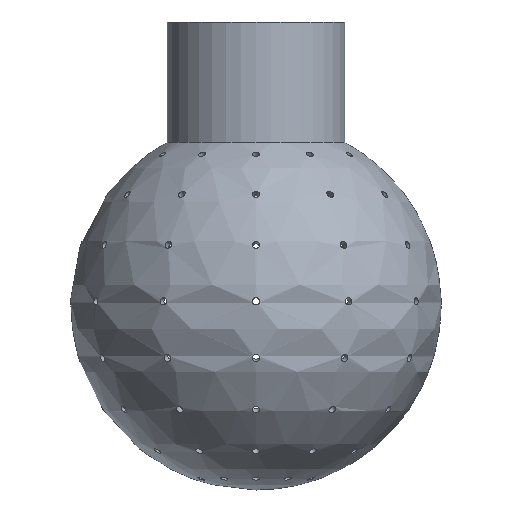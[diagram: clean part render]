
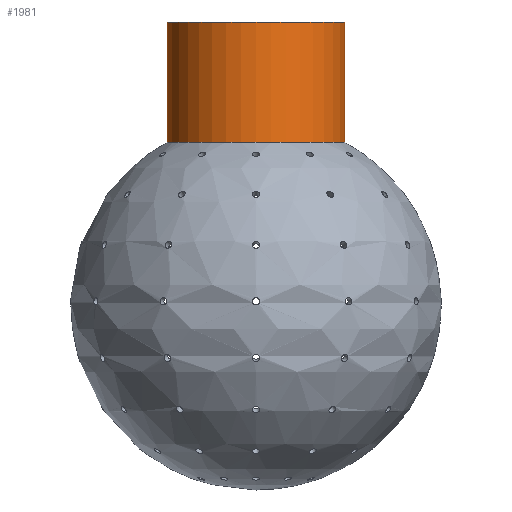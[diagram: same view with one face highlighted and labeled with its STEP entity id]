
A CAD part, front view. The second image highlights one B-rep face of the part: STEP entity #1981.
In plain terms, the highlighted cylindrical face has radius 12 mm (diameter 24 mm), a full revolution.
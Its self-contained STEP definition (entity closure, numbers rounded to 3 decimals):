
#17=FACE_BOUND('',#410,.T.);
#308=FACE_OUTER_BOUND('',#409,.T.);
#409=EDGE_LOOP('',(#1389));
#410=EDGE_LOOP('',(#1390));
#801=CIRCLE('',#2085,12.);
#802=CIRCLE('',#2086,12.);
#997=VERTEX_POINT('',#2979);
#998=VERTEX_POINT('',#2981);
#1193=EDGE_CURVE('',#997,#997,#801,.T.);
#1194=EDGE_CURVE('',#998,#998,#802,.T.);
#1389=ORIENTED_EDGE('',*,*,#1193,.F.);
#1390=ORIENTED_EDGE('',*,*,#1194,.F.);
#1781=CYLINDRICAL_SURFACE('',#2084,12.);
#1981=ADVANCED_FACE('',(#308,#17),#1781,.T.);
#2084=AXIS2_PLACEMENT_3D('',#2978,#2383,#2384);
#2085=AXIS2_PLACEMENT_3D('',#2980,#2385,#2386);
#2086=AXIS2_PLACEMENT_3D('',#2982,#2387,#2388);
#2383=DIRECTION('center_axis',(0.,0.,1.));
#2384=DIRECTION('ref_axis',(-1.,0.,0.));
#2385=DIRECTION('center_axis',(0.,0.,1.));
#2386=DIRECTION('ref_axis',(-1.,0.,0.));
#2387=DIRECTION('center_axis',(0.,0.,-1.));
#2388=DIRECTION('ref_axis',(-1.,0.,0.));
#2978=CARTESIAN_POINT('Origin',(0.,0.,21.2));
#2979=CARTESIAN_POINT('',(12.,0.,38.2));
#2980=CARTESIAN_POINT('Origin',(0.,0.,38.2));
#2981=CARTESIAN_POINT('',(12.,0.,21.932));
#2982=CARTESIAN_POINT('Origin',(0.,0.,21.932));
